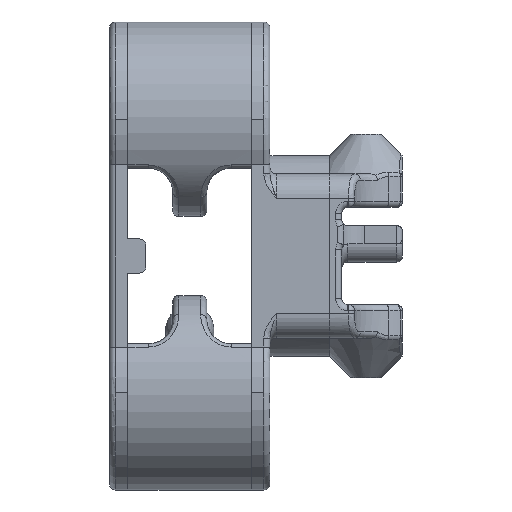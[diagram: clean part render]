
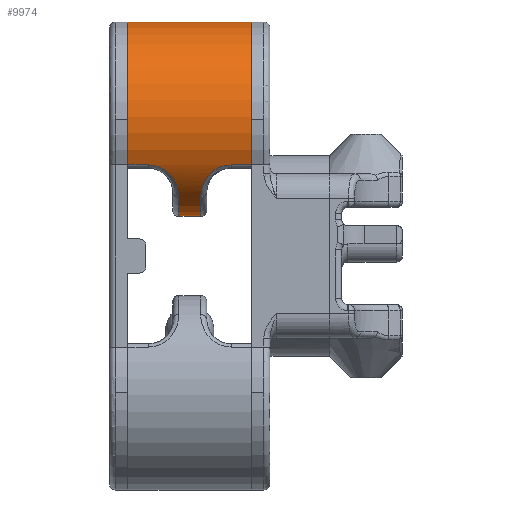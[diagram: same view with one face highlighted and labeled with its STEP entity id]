
A CAD part, left-side view. The second image highlights one B-rep face of the part: STEP entity #9974.
In plain terms, the highlighted cylindrical face has radius 16 mm (diameter 32 mm), a partial arc.
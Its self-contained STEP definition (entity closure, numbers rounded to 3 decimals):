
#678 = CARTESIAN_POINT ( 'NONE',  ( 35.62, 6.8, 7.524 ) ) ;
#704 = CARTESIAN_POINT ( 'NONE',  ( 21.5, 10.2, -16. ) ) ;
#794 = LINE ( 'NONE', #1348, #2061 ) ;
#1021 = AXIS2_PLACEMENT_3D ( 'NONE', #10894, #2760, #1093 ) ;
#1067 = CIRCLE ( 'NONE', #5869, 16. ) ;
#1068 = CARTESIAN_POINT ( 'NONE',  ( 31.674, -1.8, 12.375 ) ) ;
#1093 = DIRECTION ( 'NONE',  ( 0., 0., 1. ) ) ;
#1348 = CARTESIAN_POINT ( 'NONE',  ( 35.62, -10.2, 7.524 ) ) ;
#1395 = DIRECTION ( 'NONE',  ( 0., -1., 0. ) ) ;
#1514 = ORIENTED_EDGE ( 'NONE', *, *, #11302, .F. ) ;
#1607 = CARTESIAN_POINT ( 'NONE',  ( 33.118, 2.102, 11.008 ) ) ;
#1663 = VECTOR ( 'NONE', #11654, 1000. ) ;
#1702 = CARTESIAN_POINT ( 'NONE',  ( 34.796, 3.442, 8.902 ) ) ;
#2061 = VECTOR ( 'NONE', #12126, 1000. ) ;
#2079 = ORIENTED_EDGE ( 'NONE', *, *, #8775, .T. ) ;
#2148 = VERTEX_POINT ( 'NONE', #10640 ) ;
#2760 = DIRECTION ( 'NONE',  ( 0., 1., 0. ) ) ;
#3516 = CIRCLE ( 'NONE', #22584, 16. ) ;
#3726 = CARTESIAN_POINT ( 'NONE',  ( 31.665, 1.815, 12.362 ) ) ;
#3873 = CIRCLE ( 'NONE', #24982, 16. ) ;
#3925 = CARTESIAN_POINT ( 'NONE',  ( 35.039, 3.854, 8.532 ) ) ;
#4630 = ORIENTED_EDGE ( 'NONE', *, *, #19347, .T. ) ;
#4860 = CARTESIAN_POINT ( 'NONE',  ( 33.88, -2.485, 10.143 ) ) ;
#4945 = CARTESIAN_POINT ( 'NONE',  ( 34.713, -3.303, 9.027 ) ) ;
#4977 = CARTESIAN_POINT ( 'NONE',  ( 21.5, -10.2, 16. ) ) ;
#5011 = CARTESIAN_POINT ( 'NONE',  ( 35.592, -5.988, 7.578 ) ) ;
#5206 = CARTESIAN_POINT ( 'NONE',  ( 21.5, -1.8, 0. ) ) ;
#5571 = CARTESIAN_POINT ( 'NONE',  ( 32.563, 1.941, 11.566 ) ) ;
#5869 = AXIS2_PLACEMENT_3D ( 'NONE', #20986, #8923, #22892 ) ;
#6964 = CARTESIAN_POINT ( 'NONE',  ( 35.62, -6.8, 7.524 ) ) ;
#7057 = VERTEX_POINT ( 'NONE', #12997 ) ;
#7142 = CARTESIAN_POINT ( 'NONE',  ( 35.231, -4.333, 8.215 ) ) ;
#7202 = CARTESIAN_POINT ( 'NONE',  ( 33.386, -2.21, 10.717 ) ) ;
#7540 = EDGE_CURVE ( 'NONE', #16731, #7057, #3516, .T. ) ;
#7667 = VERTEX_POINT ( 'NONE', #704 ) ;
#7987 = CARTESIAN_POINT ( 'NONE',  ( 21.5, -10.2, -16. ) ) ;
#8602 = CARTESIAN_POINT ( 'NONE',  ( 35.62, -10.2, 7.524 ) ) ;
#8775 = EDGE_CURVE ( 'NONE', #14108, #16731, #14099, .T. ) ;
#8909 = CARTESIAN_POINT ( 'NONE',  ( 35.62, -6.391, 7.524 ) ) ;
#8923 = DIRECTION ( 'NONE',  ( 0., 1., 0. ) ) ;
#9041 = DIRECTION ( 'NONE',  ( 0., 1., 0. ) ) ;
#9655 = CARTESIAN_POINT ( 'NONE',  ( 31.022, -1.8, 12.858 ) ) ;
#9714 = CARTESIAN_POINT ( 'NONE',  ( 35.62, 6.391, 7.524 ) ) ;
#9793 = CARTESIAN_POINT ( 'NONE',  ( 35.62, -10.2, 7.524 ) ) ;
#9974 = ADVANCED_FACE ( 'NONE', ( #13915 ), #24872, .T. ) ;
#9997 = ORIENTED_EDGE ( 'NONE', *, *, #12842, .T. ) ;
#10640 = CARTESIAN_POINT ( 'NONE',  ( 35.62, -6.8, 7.524 ) ) ;
#10894 = CARTESIAN_POINT ( 'NONE',  ( 21.5, -10.2, 0. ) ) ;
#10950 = CARTESIAN_POINT ( 'NONE',  ( 35.396, -4.842, 7.933 ) ) ;
#11295 = DIRECTION ( 'NONE',  ( 0., 1., 0. ) ) ;
#11302 = EDGE_CURVE ( 'NONE', #13292, #7667, #22635, .T. ) ;
#11654 = DIRECTION ( 'NONE',  ( 0., 1., 0. ) ) ;
#11943 = CARTESIAN_POINT ( 'NONE',  ( 34.709, 3.314, 9.03 ) ) ;
#12086 = VECTOR ( 'NONE', #14760, 1000. ) ;
#12126 = DIRECTION ( 'NONE',  ( 0., -1., 0. ) ) ;
#12160 = ORIENTED_EDGE ( 'NONE', *, *, #25384, .T. ) ;
#12535 = DIRECTION ( 'NONE',  ( 0., 0., 1. ) ) ;
#12842 = EDGE_CURVE ( 'NONE', #15744, #20714, #3873, .T. ) ;
#12997 = CARTESIAN_POINT ( 'NONE',  ( 21.5, 1.8, 16. ) ) ;
#13227 = CARTESIAN_POINT ( 'NONE',  ( 35.168, -4.168, 8.319 ) ) ;
#13292 = VERTEX_POINT ( 'NONE', #15055 ) ;
#13663 = CARTESIAN_POINT ( 'NONE',  ( 21.5, 1.8, 0. ) ) ;
#13719 = CARTESIAN_POINT ( 'NONE',  ( 34.423, 2.962, 9.435 ) ) ;
#13793 = CARTESIAN_POINT ( 'NONE',  ( 34.523, 3.074, 9.297 ) ) ;
#13915 = FACE_OUTER_BOUND ( 'NONE', #15121, .T. ) ;
#14099 = B_SPLINE_CURVE_WITH_KNOTS ( 'NONE', 3,
 ( #20011, #9714, #21766, #19815, #25689, #17830, #23760, #22011, #3925, #1702, #11943, #13793, #13719, #15707, #25766, #16063, #1607, #5571, #15797, #3726, #23680, #19661 ),
 .UNSPECIFIED., .F., .F.,
 ( 4, 2, 2, 2, 2, 2, 2, 2, 2, 2, 4 ),
 ( 0., 0.001, 0.002, 0.002, 0.004, 0.004, 0.005, 0.006, 0.007, 0.008, 0.01 ),
 .UNSPECIFIED. ) ;
#14108 = VERTEX_POINT ( 'NONE', #678 ) ;
#14760 = DIRECTION ( 'NONE',  ( 0., -1., 0. ) ) ;
#14880 = CARTESIAN_POINT ( 'NONE',  ( 21.5, 10.2, 0. ) ) ;
#15020 = EDGE_CURVE ( 'NONE', #2148, #15296, #17709, .T. ) ;
#15055 = CARTESIAN_POINT ( 'NONE',  ( 35.62, 10.2, 7.524 ) ) ;
#15121 = EDGE_LOOP ( 'NONE', ( #23885, #22679, #15880, #4630, #1514, #12160, #2079, #25641, #19089, #9997 ) ) ;
#15296 = VERTEX_POINT ( 'NONE', #9793 ) ;
#15584 = LINE ( 'NONE', #4977, #19643 ) ;
#15707 = CARTESIAN_POINT ( 'NONE',  ( 34.109, 2.654, 9.856 ) ) ;
#15744 = VERTEX_POINT ( 'NONE', #24502 ) ;
#15797 = CARTESIAN_POINT ( 'NONE',  ( 32.272, 1.886, 11.837 ) ) ;
#15880 = ORIENTED_EDGE ( 'NONE', *, *, #18469, .T. ) ;
#16063 = CARTESIAN_POINT ( 'NONE',  ( 33.385, 2.21, 10.719 ) ) ;
#16635 = DIRECTION ( 'NONE',  ( 0., 1., 0. ) ) ;
#16731 = VERTEX_POINT ( 'NONE', #22754 ) ;
#17101 = CARTESIAN_POINT ( 'NONE',  ( 34.109, -2.654, 9.856 ) ) ;
#17120 = LINE ( 'NONE', #19454, #1663 ) ;
#17181 = CARTESIAN_POINT ( 'NONE',  ( 32.281, -1.859, 11.849 ) ) ;
#17709 = LINE ( 'NONE', #8602, #12086 ) ;
#17830 = CARTESIAN_POINT ( 'NONE',  ( 35.391, 4.854, 7.941 ) ) ;
#17954 = EDGE_CURVE ( 'NONE', #15744, #7057, #15584, .T. ) ;
#18469 = EDGE_CURVE ( 'NONE', #15296, #24046, #1067, .T. ) ;
#18951 = CARTESIAN_POINT ( 'NONE',  ( 31.022, -1.8, 12.858 ) ) ;
#19089 = ORIENTED_EDGE ( 'NONE', *, *, #17954, .F. ) ;
#19138 = DIRECTION ( 'NONE',  ( 0., 0., 1. ) ) ;
#19287 = CARTESIAN_POINT ( 'NONE',  ( 34.529, -3.066, 9.293 ) ) ;
#19347 = EDGE_CURVE ( 'NONE', #24046, #7667, #17120, .T. ) ;
#19454 = CARTESIAN_POINT ( 'NONE',  ( 21.5, -10.2, -16. ) ) ;
#19643 = VECTOR ( 'NONE', #9041, 1000. ) ;
#19661 = CARTESIAN_POINT ( 'NONE',  ( 31.022, 1.8, 12.858 ) ) ;
#19815 = CARTESIAN_POINT ( 'NONE',  ( 35.509, 5.413, 7.729 ) ) ;
#20011 = CARTESIAN_POINT ( 'NONE',  ( 35.62, 6.8, 7.524 ) ) ;
#20714 = VERTEX_POINT ( 'NONE', #9655 ) ;
#20958 = DIRECTION ( 'NONE',  ( 0., 0., -1. ) ) ;
#20986 = CARTESIAN_POINT ( 'NONE',  ( 21.5, -10.2, 0. ) ) ;
#21047 = CARTESIAN_POINT ( 'NONE',  ( 35.479, -5.206, 7.785 ) ) ;
#21124 = B_SPLINE_CURVE_WITH_KNOTS ( 'NONE', 3,
 ( #18951, #1068, #17181, #23283, #7202, #4860, #17101, #19287, #4945, #24990, #22956, #13227, #7142, #10950, #21047, #5011, #8909, #6964 ),
 .UNSPECIFIED., .F., .F.,
 ( 4, 2, 2, 2, 2, 2, 2, 2, 4 ),
 ( 0., 0.002, 0.004, 0.005, 0.006, 0.007, 0.007, 0.008, 0.01 ),
 .UNSPECIFIED. ) ;
#21766 = CARTESIAN_POINT ( 'NONE',  ( 35.593, 5.994, 7.577 ) ) ;
#22011 = CARTESIAN_POINT ( 'NONE',  ( 35.178, 4.169, 8.305 ) ) ;
#22584 = AXIS2_PLACEMENT_3D ( 'NONE', #13663, #1395, #20958 ) ;
#22635 = CIRCLE ( 'NONE', #25622, 16. ) ;
#22679 = ORIENTED_EDGE ( 'NONE', *, *, #15020, .T. ) ;
#22754 = CARTESIAN_POINT ( 'NONE',  ( 31.022, 1.8, 12.858 ) ) ;
#22892 = DIRECTION ( 'NONE',  ( 0., 0., 1. ) ) ;
#22956 = CARTESIAN_POINT ( 'NONE',  ( 35.03, -3.857, 8.541 ) ) ;
#23283 = CARTESIAN_POINT ( 'NONE',  ( 33.12, -2.103, 11.006 ) ) ;
#23402 = EDGE_CURVE ( 'NONE', #20714, #2148, #21124, .T. ) ;
#23680 = CARTESIAN_POINT ( 'NONE',  ( 31.348, 1.8, 12.616 ) ) ;
#23760 = CARTESIAN_POINT ( 'NONE',  ( 35.343, 4.677, 8.025 ) ) ;
#23885 = ORIENTED_EDGE ( 'NONE', *, *, #23402, .T. ) ;
#24046 = VERTEX_POINT ( 'NONE', #7987 ) ;
#24502 = CARTESIAN_POINT ( 'NONE',  ( 21.5, -1.8, 16. ) ) ;
#24872 = CYLINDRICAL_SURFACE ( 'NONE', #1021, 16. ) ;
#24982 = AXIS2_PLACEMENT_3D ( 'NONE', #5206, #11295, #19138 ) ;
#24990 = CARTESIAN_POINT ( 'NONE',  ( 34.955, -3.712, 8.659 ) ) ;
#25384 = EDGE_CURVE ( 'NONE', #13292, #14108, #794, .T. ) ;
#25622 = AXIS2_PLACEMENT_3D ( 'NONE', #14880, #16635, #12535 ) ;
#25641 = ORIENTED_EDGE ( 'NONE', *, *, #7540, .T. ) ;
#25689 = CARTESIAN_POINT ( 'NONE',  ( 35.474, 5.221, 7.793 ) ) ;
#25766 = CARTESIAN_POINT ( 'NONE',  ( 33.881, 2.486, 10.142 ) ) ;
